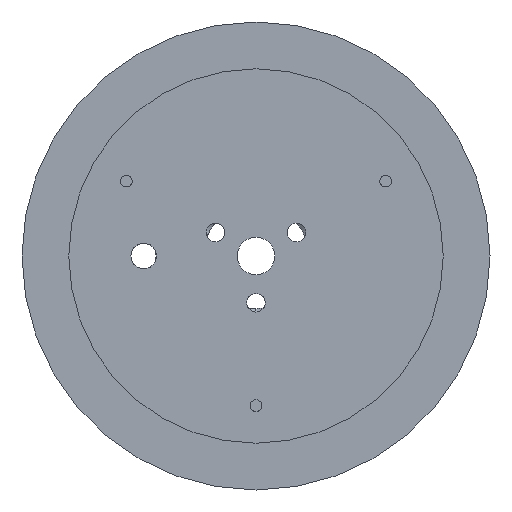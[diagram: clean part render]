
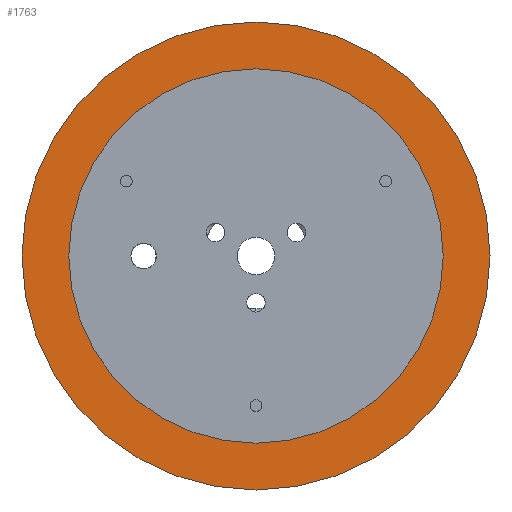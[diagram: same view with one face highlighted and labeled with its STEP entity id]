
A CAD part, front view. The second image highlights one B-rep face of the part: STEP entity #1763.
In plain terms, the highlighted planar face has unit normal (0, -1, 0).
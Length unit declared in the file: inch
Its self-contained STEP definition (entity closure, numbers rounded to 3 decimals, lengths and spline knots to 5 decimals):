
#106 = VERTEX_POINT ( 'NONE', #2149 ) ;
#116 = AXIS2_PLACEMENT_3D ( 'NONE', #1191, #1921, #1885 ) ;
#121 = ORIENTED_EDGE ( 'NONE', *, *, #185, .T. ) ;
#185 = EDGE_CURVE ( 'NONE', #106, #444, #1968, .T. ) ;
#341 = DIRECTION ( 'NONE',  ( 0., -1., 0. ) ) ;
#411 = VERTEX_POINT ( 'NONE', #1378 ) ;
#444 = VERTEX_POINT ( 'NONE', #2096 ) ;
#547 = AXIS2_PLACEMENT_3D ( 'NONE', #1909, #341, #1227 ) ;
#586 = EDGE_LOOP ( 'NONE', ( #1807, #1509 ) ) ;
#615 = EDGE_CURVE ( 'NONE', #2009, #411, #2145, .T. ) ;
#620 = CARTESIAN_POINT ( 'NONE',  ( 1.25, -0.225, 0. ) ) ;
#655 = CIRCLE ( 'NONE', #2043, 1. ) ;
#684 = FACE_OUTER_BOUND ( 'NONE', #586, .T. ) ;
#867 = DIRECTION ( 'NONE',  ( 0., 1., 0. ) ) ;
#1043 = CARTESIAN_POINT ( 'NONE',  ( 0., -0.225, 0. ) ) ;
#1132 = EDGE_CURVE ( 'NONE', #411, #2009, #1568, .T. ) ;
#1171 = DIRECTION ( 'NONE',  ( 0., 1., 0. ) ) ;
#1191 = CARTESIAN_POINT ( 'NONE',  ( 0., -0.225, 0. ) ) ;
#1227 = DIRECTION ( 'NONE',  ( 1., 0., 0. ) ) ;
#1251 = AXIS2_PLACEMENT_3D ( 'NONE', #1665, #1171, #1514 ) ;
#1378 = CARTESIAN_POINT ( 'NONE',  ( -1.25, -0.225, 0. ) ) ;
#1509 = ORIENTED_EDGE ( 'NONE', *, *, #615, .F. ) ;
#1514 = DIRECTION ( 'NONE',  ( -1., 0., 0. ) ) ;
#1545 = DIRECTION ( 'NONE',  ( -1., 0., 0. ) ) ;
#1568 = CIRCLE ( 'NONE', #116, 1.25 ) ;
#1665 = CARTESIAN_POINT ( 'NONE',  ( 0., -0.225, 0. ) ) ;
#1763 = ADVANCED_FACE ( 'NONE', ( #1864, #684 ), #1874, .T. ) ;
#1807 = ORIENTED_EDGE ( 'NONE', *, *, #1132, .F. ) ;
#1828 = DIRECTION ( 'NONE',  ( -1., 0., 0. ) ) ;
#1864 = FACE_BOUND ( 'NONE', #1935, .T. ) ;
#1874 = PLANE ( 'NONE',  #547 ) ;
#1885 = DIRECTION ( 'NONE',  ( -1., 0., 0. ) ) ;
#1909 = CARTESIAN_POINT ( 'NONE',  ( -1.25, -0.225, 0. ) ) ;
#1921 = DIRECTION ( 'NONE',  ( 0., 1., 0. ) ) ;
#1930 = AXIS2_PLACEMENT_3D ( 'NONE', #2169, #1977, #1828 ) ;
#1935 = EDGE_LOOP ( 'NONE', ( #2094, #121 ) ) ;
#1968 = CIRCLE ( 'NONE', #1930, 1. ) ;
#1977 = DIRECTION ( 'NONE',  ( 0., 1., 0. ) ) ;
#2009 = VERTEX_POINT ( 'NONE', #620 ) ;
#2043 = AXIS2_PLACEMENT_3D ( 'NONE', #1043, #867, #1545 ) ;
#2094 = ORIENTED_EDGE ( 'NONE', *, *, #2183, .T. ) ;
#2096 = CARTESIAN_POINT ( 'NONE',  ( -1., -0.225, 0. ) ) ;
#2145 = CIRCLE ( 'NONE', #1251, 1.25 ) ;
#2149 = CARTESIAN_POINT ( 'NONE',  ( 1., -0.225, 0. ) ) ;
#2169 = CARTESIAN_POINT ( 'NONE',  ( 0., -0.225, 0. ) ) ;
#2183 = EDGE_CURVE ( 'NONE', #444, #106, #655, .T. ) ;
